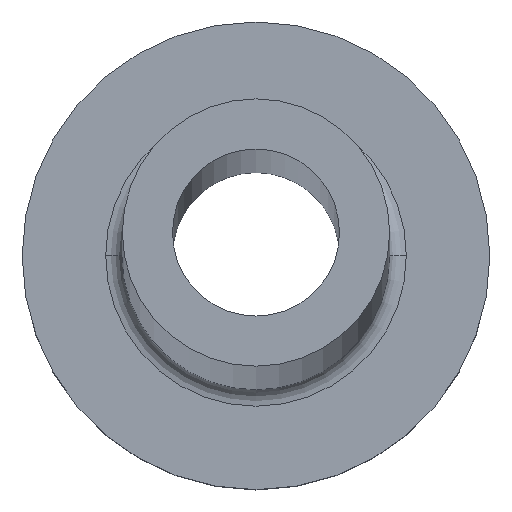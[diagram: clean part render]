
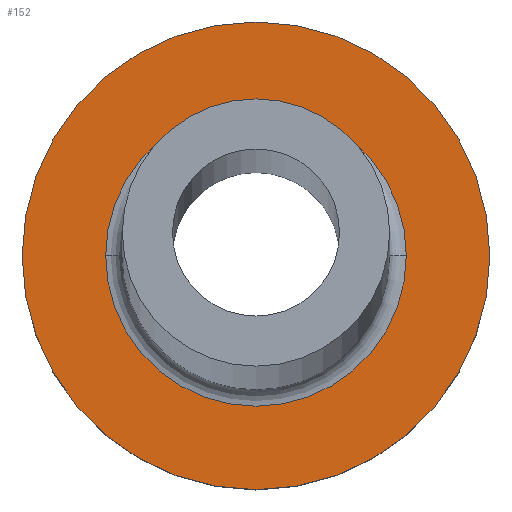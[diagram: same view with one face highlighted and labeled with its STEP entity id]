
A CAD part, top view. The second image highlights one B-rep face of the part: STEP entity #152.
In plain terms, the highlighted planar face has unit normal (0, 0, 1).
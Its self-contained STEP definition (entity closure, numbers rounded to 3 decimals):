
#15 = ORIENTED_EDGE ( 'NONE', *, *, #173, .T. ) ;
#20 = AXIS2_PLACEMENT_3D ( 'NONE', #34, #302, #67 ) ;
#27 = PLANE ( 'NONE',  #268 ) ;
#34 = CARTESIAN_POINT ( 'NONE',  ( 0., 0., 5. ) ) ;
#56 = FACE_OUTER_BOUND ( 'NONE', #343, .T. ) ;
#59 = EDGE_CURVE ( 'NONE', #73, #325, #94, .T. ) ;
#65 = VERTEX_POINT ( 'NONE', #273 ) ;
#67 = DIRECTION ( 'NONE',  ( 1., 0., 0. ) ) ;
#73 = VERTEX_POINT ( 'NONE', #270 ) ;
#86 = CARTESIAN_POINT ( 'NONE',  ( 0., 0., 5. ) ) ;
#94 = CIRCLE ( 'NONE', #331, 7. ) ;
#95 = CARTESIAN_POINT ( 'NONE',  ( -7., 0., 5. ) ) ;
#105 = DIRECTION ( 'NONE',  ( 0., 0., 1. ) ) ;
#128 = ORIENTED_EDGE ( 'NONE', *, *, #322, .T. ) ;
#152 = ADVANCED_FACE ( 'NONE', ( #348, #56 ), #27, .T. ) ;
#155 = CIRCLE ( 'NONE', #208, 7. ) ;
#156 = CIRCLE ( 'NONE', #20, 4.5 ) ;
#173 = EDGE_CURVE ( 'NONE', #363, #65, #183, .T. ) ;
#176 = ORIENTED_EDGE ( 'NONE', *, *, #352, .T. ) ;
#181 = DIRECTION ( 'NONE',  ( 1., 0., 0. ) ) ;
#183 = CIRCLE ( 'NONE', #351, 4.5 ) ;
#198 = CARTESIAN_POINT ( 'NONE',  ( -4.5, 0., 5. ) ) ;
#208 = AXIS2_PLACEMENT_3D ( 'NONE', #362, #105, #226 ) ;
#213 = DIRECTION ( 'NONE',  ( 0., 0., 1. ) ) ;
#226 = DIRECTION ( 'NONE',  ( 1., 0., 0. ) ) ;
#247 = CARTESIAN_POINT ( 'NONE',  ( 0., 0., 5. ) ) ;
#261 = ORIENTED_EDGE ( 'NONE', *, *, #59, .T. ) ;
#263 = EDGE_LOOP ( 'NONE', ( #176, #15 ) ) ;
#267 = DIRECTION ( 'NONE',  ( 0., 0., -1. ) ) ;
#268 = AXIS2_PLACEMENT_3D ( 'NONE', #86, #213, #376 ) ;
#270 = CARTESIAN_POINT ( 'NONE',  ( 7., 0., 5. ) ) ;
#273 = CARTESIAN_POINT ( 'NONE',  ( 4.5, 0., 5. ) ) ;
#297 = DIRECTION ( 'NONE',  ( 0., 0., 1. ) ) ;
#302 = DIRECTION ( 'NONE',  ( 0., 0., -1. ) ) ;
#322 = EDGE_CURVE ( 'NONE', #325, #73, #155, .T. ) ;
#325 = VERTEX_POINT ( 'NONE', #95 ) ;
#331 = AXIS2_PLACEMENT_3D ( 'NONE', #337, #297, #181 ) ;
#337 = CARTESIAN_POINT ( 'NONE',  ( 0., 0., 5. ) ) ;
#343 = EDGE_LOOP ( 'NONE', ( #128, #261 ) ) ;
#348 = FACE_BOUND ( 'NONE', #263, .T. ) ;
#351 = AXIS2_PLACEMENT_3D ( 'NONE', #247, #267, #355 ) ;
#352 = EDGE_CURVE ( 'NONE', #65, #363, #156, .T. ) ;
#355 = DIRECTION ( 'NONE',  ( 1., 0., 0. ) ) ;
#362 = CARTESIAN_POINT ( 'NONE',  ( 0., 0., 5. ) ) ;
#363 = VERTEX_POINT ( 'NONE', #198 ) ;
#376 = DIRECTION ( 'NONE',  ( 1., 0., 0. ) ) ;
